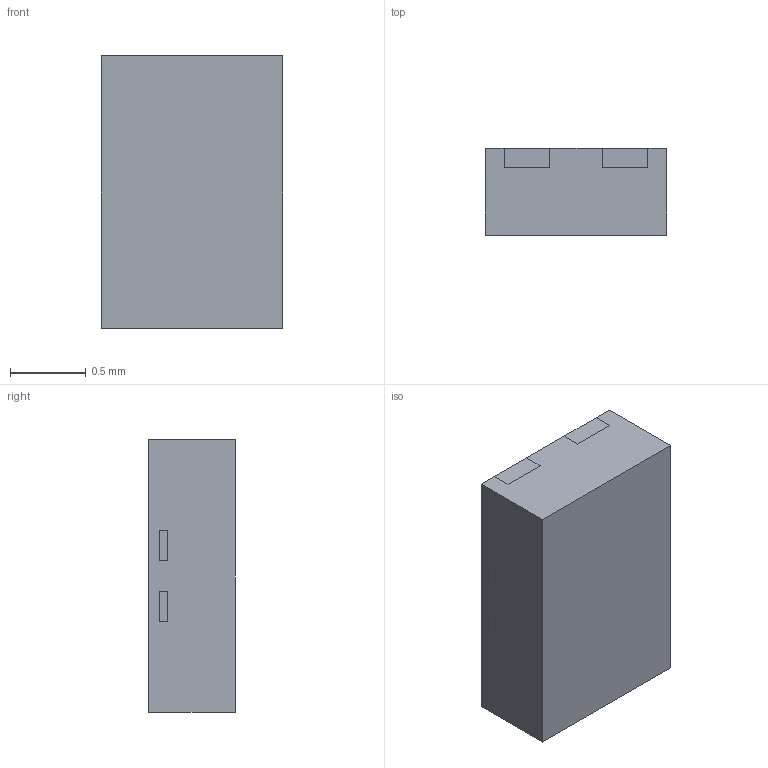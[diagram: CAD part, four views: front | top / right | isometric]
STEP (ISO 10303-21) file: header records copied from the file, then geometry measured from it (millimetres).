
FILE_DESCRIPTION(/* description */ (''),/* implementation_level */ '2;1');
FILE_NAME(/* name */ 'DFN1218-4_STP',/* time_stamp */ '2020-09-22T09:28:43+08:00',/* author */ ('Wei Wu'),/* organization */ ('Diodes'),/* preprocessor_version */ 'ST-DEVELOPER v16.7',/* originating_system */ 'DEX',/* authorisation */ $);
FILE_SCHEMA (('AUTOMOTIVE_DESIGN {1 0 10303 214 3 1 1}'));
Length unit declared in the file: millimetre
Products named in the file (3): DFN1812-4; LF; CP
Assembly tree (2 placements, depth 2):
  DFN1812-4
    LF
    CP
Bounding box: 1.2 x 0.57 x 1.8 mm (x, y, z)
Volume: 1.2 mm3; surface area: 14 mm2
Topology: 6 solids, 6 shells, 185 faces, 514 edges, 340 vertices
Faces by surface type: plane 143, cylinder 42
Entity records: 6619 total; most frequent: CARTESIAN_POINT 1042, ORIENTED_EDGE 1028, DIRECTION 974, EDGE_CURVE 514, LINE 430, VECTOR 430, VERTEX_POINT 340, AXIS2_PLACEMENT_3D 272
